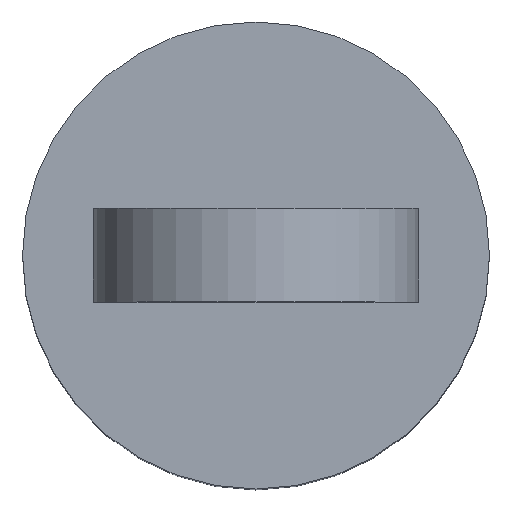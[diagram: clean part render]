
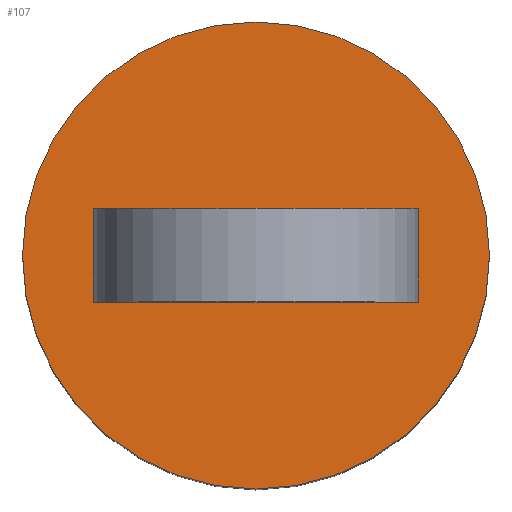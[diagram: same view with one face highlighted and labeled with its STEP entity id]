
A CAD part, top view. The second image highlights one B-rep face of the part: STEP entity #107.
In plain terms, the highlighted planar face has unit normal (0, 0, 1).
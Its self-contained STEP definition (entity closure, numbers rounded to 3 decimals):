
#107=ADVANCED_FACE('',(#608,#610),#612,.T.);
#608=FACE_BOUND('',#609,.T.);
#609=EDGE_LOOP('',(#1031));
#610=FACE_BOUND('',#611,.T.);
#611=EDGE_LOOP('',(#1032,#1033,#1034,#1035,#1036,#1037,#1038,#1039));
#612=PLANE('',#613);
#613=AXIS2_PLACEMENT_3D('',#614,#615,#616);
#614=CARTESIAN_POINT('',(0.,0.,3.05));
#615=DIRECTION('',(0.,0.,1.));
#616=DIRECTION('',(1.,0.,0.));
#1031=ORIENTED_EDGE('',*,*,#1355,.T.);
#1032=ORIENTED_EDGE('',*,*,#1356,.F.);
#1033=ORIENTED_EDGE('',*,*,#1357,.T.);
#1034=ORIENTED_EDGE('',*,*,#1358,.F.);
#1035=ORIENTED_EDGE('',*,*,#1332,.T.);
#1036=ORIENTED_EDGE('',*,*,#1359,.F.);
#1037=ORIENTED_EDGE('',*,*,#1360,.T.);
#1038=ORIENTED_EDGE('',*,*,#1361,.F.);
#1039=ORIENTED_EDGE('',*,*,#1300,.T.);
#1300=EDGE_CURVE('',#1468,#1466,#1469,.F.);
#1332=EDGE_CURVE('',#1532,#1530,#1533,.T.);
#1355=EDGE_CURVE('',#1577,#1577,#1578,.T.);
#1356=EDGE_CURVE('',#1500,#1466,#1579,.T.);
#1357=EDGE_CURVE('',#1500,#1559,#1580,.F.);
#1358=EDGE_CURVE('',#1532,#1559,#1581,.F.);
#1359=EDGE_CURVE('',#1550,#1530,#1582,.F.);
#1360=EDGE_CURVE('',#1550,#1490,#1583,.F.);
#1361=EDGE_CURVE('',#1468,#1490,#1584,.T.);
#1466=VERTEX_POINT('',#1740);
#1468=VERTEX_POINT('',#1745);
#1469=LINE('',#1746,#1747);
#1490=VERTEX_POINT('',#1794);
#1500=VERTEX_POINT('',#1815);
#1530=VERTEX_POINT('',#1881);
#1532=VERTEX_POINT('',#1886);
#1533=LINE('',#1887,#1888);
#1550=VERTEX_POINT('',#1925);
#1559=VERTEX_POINT('',#1946);
#1577=VERTEX_POINT('',#1985);
#1578=CIRCLE('',#1986,1.27);
#1579=LINE('',#1990,#1991);
#1580=LINE('',#1993,#1994);
#1581=LINE('',#1996,#1997);
#1582=LINE('',#1999,#2000);
#1583=LINE('',#2002,#2003);
#1584=LINE('',#2005,#2006);
#1740=CARTESIAN_POINT('',(0.373,0.255,3.05));
#1745=CARTESIAN_POINT('',(-0.373,0.255,3.05));
#1746=CARTESIAN_POINT('',(0.373,0.255,3.05));
#1747=VECTOR('',#1748,1.);
#1748=DIRECTION('',(-1.,0.,0.));
#1794=CARTESIAN_POINT('',(-0.641,0.255,3.05));
#1815=CARTESIAN_POINT('',(0.641,0.255,3.05));
#1881=CARTESIAN_POINT('',(-0.373,-0.255,3.05));
#1886=CARTESIAN_POINT('',(0.373,-0.255,3.05));
#1887=CARTESIAN_POINT('',(0.373,-0.255,3.05));
#1888=VECTOR('',#1889,1.);
#1889=DIRECTION('',(-1.,0.,0.));
#1925=CARTESIAN_POINT('',(-0.641,-0.255,3.05));
#1946=CARTESIAN_POINT('',(0.641,-0.255,3.05));
#1985=CARTESIAN_POINT('',(1.27,0.,3.05));
#1986=AXIS2_PLACEMENT_3D('',#1987,#1988,#1989);
#1987=CARTESIAN_POINT('',(0.,0.,3.05));
#1988=DIRECTION('',(0.,0.,1.));
#1989=DIRECTION('',(1.,0.,0.));
#1990=CARTESIAN_POINT('',(0.641,0.255,3.05));
#1991=VECTOR('',#1992,1.);
#1992=DIRECTION('',(-1.,0.,0.));
#1993=CARTESIAN_POINT('',(0.641,-0.255,3.05));
#1994=VECTOR('',#1995,1.);
#1995=DIRECTION('',(0.,1.,0.));
#1996=CARTESIAN_POINT('',(0.641,-0.255,3.05));
#1997=VECTOR('',#1998,1.);
#1998=DIRECTION('',(-1.,0.,0.));
#1999=CARTESIAN_POINT('',(-0.373,-0.255,3.05));
#2000=VECTOR('',#2001,1.);
#2001=DIRECTION('',(-1.,0.,0.));
#2002=CARTESIAN_POINT('',(-0.641,0.255,3.05));
#2003=VECTOR('',#2004,1.);
#2004=DIRECTION('',(0.,-1.,0.));
#2005=CARTESIAN_POINT('',(-0.373,0.255,3.05));
#2006=VECTOR('',#2007,1.);
#2007=DIRECTION('',(-1.,0.,0.));
